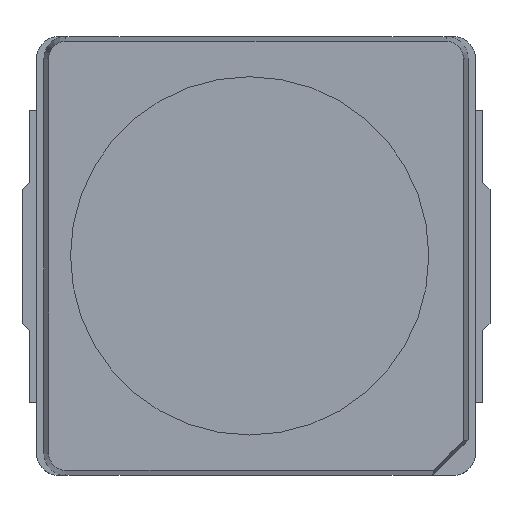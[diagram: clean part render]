
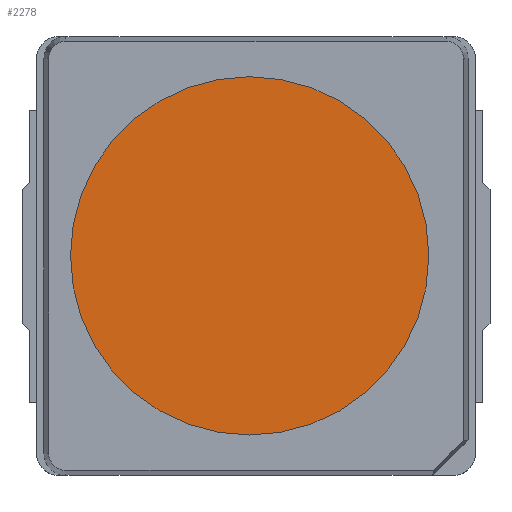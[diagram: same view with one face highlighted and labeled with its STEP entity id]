
A CAD part, top view. The second image highlights one B-rep face of the part: STEP entity #2278.
In plain terms, the highlighted planar face has unit normal (0, 0, 1).
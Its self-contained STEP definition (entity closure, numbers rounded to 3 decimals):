
#70=CIRCLE('',#2422,1.225);
#963=ORIENTED_EDGE('',*,*,#1213,.F.);
#1213=EDGE_CURVE('',#1375,#1375,#70,.T.);
#1375=VERTEX_POINT('',#3463);
#1500=EDGE_LOOP('',(#963));
#1602=FACE_BOUND('',#1500,.T.);
#1688=PLANE('',#2421);
#2278=ADVANCED_FACE('',(#1602),#1688,.F.);
#2421=AXIS2_PLACEMENT_3D('',#3461,#2870,#2871);
#2422=AXIS2_PLACEMENT_3D('',#3462,#2872,#2873);
#2870=DIRECTION('',(0.,0.,-1.));
#2871=DIRECTION('',(-1.,0.,0.));
#2872=DIRECTION('',(0.,0.,-1.));
#2873=DIRECTION('',(-1.,0.,0.));
#3461=CARTESIAN_POINT('',(0.,0.,0.));
#3462=CARTESIAN_POINT('',(0.,0.,0.));
#3463=CARTESIAN_POINT('',(-1.225,0.,0.));
